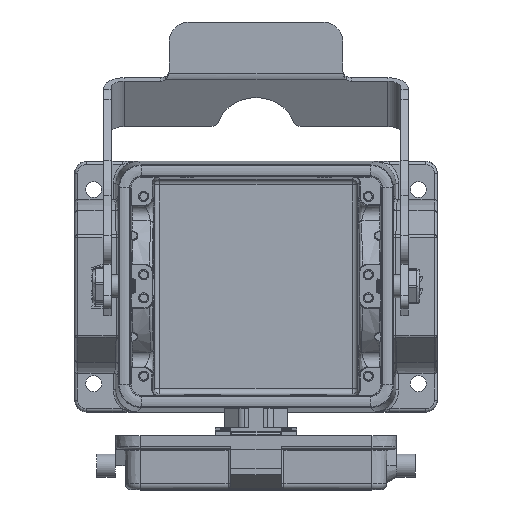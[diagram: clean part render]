
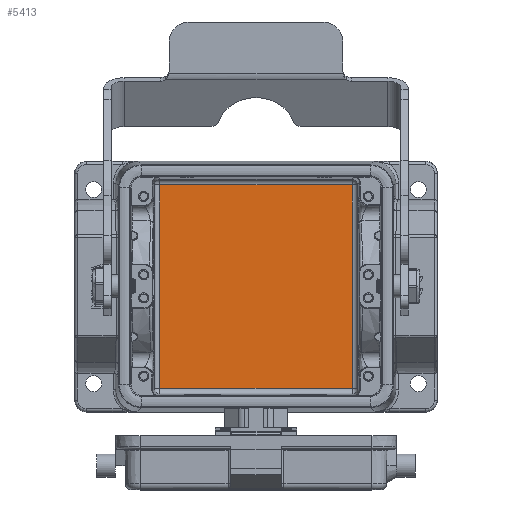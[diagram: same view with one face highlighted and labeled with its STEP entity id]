
A CAD part, top view. The second image highlights one B-rep face of the part: STEP entity #5413.
In plain terms, the highlighted planar face has unit normal (0, 0, 1).
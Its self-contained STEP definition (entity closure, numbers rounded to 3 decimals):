
#1109=PLANE('',#18976);
#1839=FACE_OUTER_BOUND('',#7144,.T.);
#3077=LINE('',#38250,#4368);
#3078=LINE('',#38252,#4369);
#3079=LINE('',#38255,#4370);
#3080=LINE('',#38256,#4371);
#4368=VECTOR('',#23017,1.);
#4369=VECTOR('',#23020,1.);
#4370=VECTOR('',#23021,1.);
#4371=VECTOR('',#23022,1.);
#5413=ADVANCED_FACE('',(#1839),#1109,.T.);
#7144=EDGE_LOOP('',(#10872,#10873,#10874,#10875));
#10872=ORIENTED_EDGE('',*,*,#16104,.T.);
#10873=ORIENTED_EDGE('',*,*,#16105,.T.);
#10874=ORIENTED_EDGE('',*,*,#16103,.T.);
#10875=ORIENTED_EDGE('',*,*,#16106,.T.);
#13870=VERTEX_POINT('',#38245);
#13871=VERTEX_POINT('',#38249);
#13872=VERTEX_POINT('',#38253);
#13873=VERTEX_POINT('',#38254);
#16103=EDGE_CURVE('',#13871,#13870,#3077,.T.);
#16104=EDGE_CURVE('',#13872,#13873,#3078,.T.);
#16105=EDGE_CURVE('',#13873,#13871,#3079,.T.);
#16106=EDGE_CURVE('',#13870,#13872,#3080,.T.);
#18976=AXIS2_PLACEMENT_3D('',#38257,#23023,#23024);
#23017=DIRECTION('',(0.,1.,0.));
#23020=DIRECTION('',(0.,-1.,0.));
#23021=DIRECTION('',(1.,0.,0.));
#23022=DIRECTION('',(-1.,0.,0.));
#23023=DIRECTION('',(0.,0.,1.));
#23024=DIRECTION('',(1.,0.,0.));
#38245=CARTESIAN_POINT('',(33.129,35.078,-37.55));
#38249=CARTESIAN_POINT('',(33.129,-35.078,-37.55));
#38250=CARTESIAN_POINT('',(33.129,-35.078,-37.55));
#38252=CARTESIAN_POINT('',(-33.129,35.078,-37.55));
#38253=CARTESIAN_POINT('',(-33.129,35.078,-37.55));
#38254=CARTESIAN_POINT('',(-33.129,-35.078,-37.55));
#38255=CARTESIAN_POINT('',(0.,-35.078,-37.55));
#38256=CARTESIAN_POINT('',(0.,35.078,-37.55));
#38257=CARTESIAN_POINT('',(0.,0.,-37.55));
